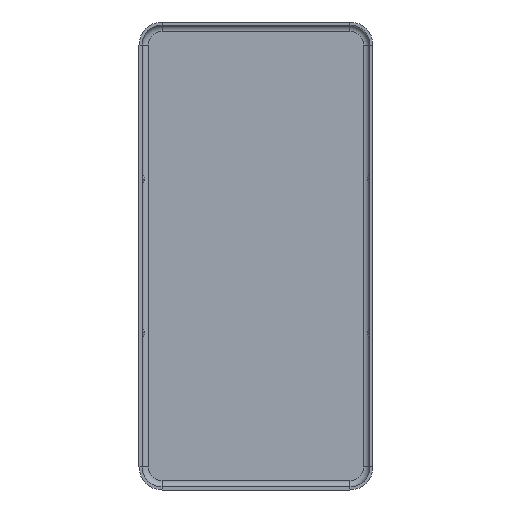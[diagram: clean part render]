
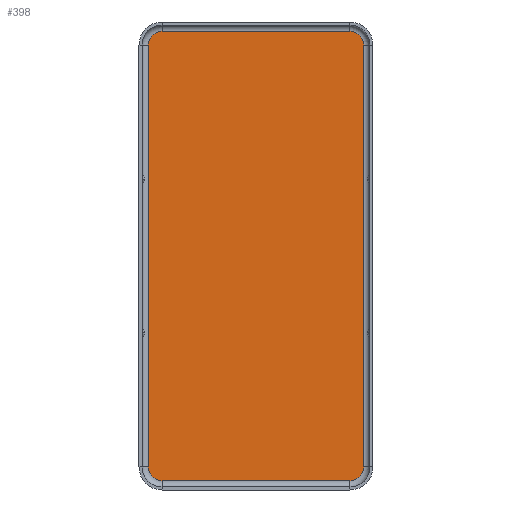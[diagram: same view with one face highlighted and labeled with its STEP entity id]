
A CAD part, front view. The second image highlights one B-rep face of the part: STEP entity #398.
In plain terms, the highlighted planar face has unit normal (0, -1, 0).
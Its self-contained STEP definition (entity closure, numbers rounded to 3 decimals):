
#8 = DIRECTION ( 'NONE',  ( 0., 0., -1. ) ) ;
#22 = ORIENTED_EDGE ( 'NONE', *, *, #1007, .F. ) ;
#24 = CARTESIAN_POINT ( 'NONE',  ( 6.1, 0., 13.7 ) ) ;
#53 = CARTESIAN_POINT ( 'NONE',  ( 6.1, 0., -13.7 ) ) ;
#99 = CARTESIAN_POINT ( 'NONE',  ( -7., 0., 13.7 ) ) ;
#264 = DIRECTION ( 'NONE',  ( -1., 0., 0. ) ) ;
#276 = AXIS2_PLACEMENT_3D ( 'NONE', #1374, #1258, #631 ) ;
#279 = VERTEX_POINT ( 'NONE', #1593 ) ;
#287 = VERTEX_POINT ( 'NONE', #995 ) ;
#314 = LINE ( 'NONE', #1192, #1188 ) ;
#398 = ADVANCED_FACE ( 'NONE', ( #1507 ), #407, .T. ) ;
#407 = PLANE ( 'NONE',  #1306 ) ;
#423 = VECTOR ( 'NONE', #264, 1000. ) ;
#430 = LINE ( 'NONE', #1418, #1302 ) ;
#450 = LINE ( 'NONE', #475, #668 ) ;
#475 = CARTESIAN_POINT ( 'NONE',  ( -7., 0., 0. ) ) ;
#484 = AXIS2_PLACEMENT_3D ( 'NONE', #53, #562, #1066 ) ;
#505 = CARTESIAN_POINT ( 'NONE',  ( 7., 0., 13.7 ) ) ;
#506 = CARTESIAN_POINT ( 'NONE',  ( -6.1, 0., 14.6 ) ) ;
#514 = EDGE_CURVE ( 'NONE', #1259, #868, #430, .T. ) ;
#519 = ORIENTED_EDGE ( 'NONE', *, *, #514, .F. ) ;
#530 = CARTESIAN_POINT ( 'NONE',  ( 7., 0., -13.7 ) ) ;
#550 = EDGE_CURVE ( 'NONE', #1094, #763, #1513, .T. ) ;
#553 = DIRECTION ( 'NONE',  ( -1., 0., 0. ) ) ;
#562 = DIRECTION ( 'NONE',  ( 0., 1., 0. ) ) ;
#631 = DIRECTION ( 'NONE',  ( 0., 0., 1. ) ) ;
#641 = CARTESIAN_POINT ( 'NONE',  ( 6.1, 0., -13.7 ) ) ;
#649 = EDGE_LOOP ( 'NONE', ( #1235, #22, #519, #1069, #943, #1419, #991, #672 ) ) ;
#668 = VECTOR ( 'NONE', #834, 1000. ) ;
#672 = ORIENTED_EDGE ( 'NONE', *, *, #754, .T. ) ;
#675 = VERTEX_POINT ( 'NONE', #1210 ) ;
#680 = DIRECTION ( 'NONE',  ( 0., 0., -1. ) ) ;
#723 = EDGE_CURVE ( 'NONE', #1259, #675, #985, .T. ) ;
#754 = EDGE_CURVE ( 'NONE', #279, #1143, #1016, .T. ) ;
#763 = VERTEX_POINT ( 'NONE', #506 ) ;
#828 = CIRCLE ( 'NONE', #484, 0.9 ) ;
#834 = DIRECTION ( 'NONE',  ( 0., 0., -1. ) ) ;
#852 = AXIS2_PLACEMENT_3D ( 'NONE', #24, #1131, #8 ) ;
#868 = VERTEX_POINT ( 'NONE', #530 ) ;
#881 = EDGE_CURVE ( 'NONE', #287, #1143, #314, .T. ) ;
#943 = ORIENTED_EDGE ( 'NONE', *, *, #1291, .T. ) ;
#985 = CIRCLE ( 'NONE', #852, 0.9 ) ;
#991 = ORIENTED_EDGE ( 'NONE', *, *, #1558, .T. ) ;
#995 = CARTESIAN_POINT ( 'NONE',  ( 6.1, 0., -14.6 ) ) ;
#999 = LINE ( 'NONE', #1257, #423 ) ;
#1007 = EDGE_CURVE ( 'NONE', #868, #287, #828, .T. ) ;
#1016 = CIRCLE ( 'NONE', #276, 0.9 ) ;
#1066 = DIRECTION ( 'NONE',  ( 0., 0., 1. ) ) ;
#1069 = ORIENTED_EDGE ( 'NONE', *, *, #723, .T. ) ;
#1075 = DIRECTION ( 'NONE',  ( 0., 0., -1. ) ) ;
#1094 = VERTEX_POINT ( 'NONE', #99 ) ;
#1131 = DIRECTION ( 'NONE',  ( 0., -1., 0. ) ) ;
#1143 = VERTEX_POINT ( 'NONE', #1344 ) ;
#1188 = VECTOR ( 'NONE', #553, 1000. ) ;
#1192 = CARTESIAN_POINT ( 'NONE',  ( 6.1, 0., -14.6 ) ) ;
#1210 = CARTESIAN_POINT ( 'NONE',  ( 6.1, 0., 14.6 ) ) ;
#1235 = ORIENTED_EDGE ( 'NONE', *, *, #881, .F. ) ;
#1257 = CARTESIAN_POINT ( 'NONE',  ( 6.1, 0., 14.6 ) ) ;
#1258 = DIRECTION ( 'NONE',  ( 0., -1., 0. ) ) ;
#1259 = VERTEX_POINT ( 'NONE', #505 ) ;
#1260 = DIRECTION ( 'NONE',  ( 0., -1., 0. ) ) ;
#1291 = EDGE_CURVE ( 'NONE', #675, #763, #999, .T. ) ;
#1300 = CARTESIAN_POINT ( 'NONE',  ( -6.1, 0., 13.7 ) ) ;
#1302 = VECTOR ( 'NONE', #1075, 1000. ) ;
#1306 = AXIS2_PLACEMENT_3D ( 'NONE', #641, #1260, #1515 ) ;
#1344 = CARTESIAN_POINT ( 'NONE',  ( -6.1, 0., -14.6 ) ) ;
#1374 = CARTESIAN_POINT ( 'NONE',  ( -6.1, 0., -13.7 ) ) ;
#1385 = AXIS2_PLACEMENT_3D ( 'NONE', #1300, #1447, #680 ) ;
#1418 = CARTESIAN_POINT ( 'NONE',  ( 7., 0., 0. ) ) ;
#1419 = ORIENTED_EDGE ( 'NONE', *, *, #550, .F. ) ;
#1447 = DIRECTION ( 'NONE',  ( 0., 1., 0. ) ) ;
#1507 = FACE_OUTER_BOUND ( 'NONE', #649, .T. ) ;
#1513 = CIRCLE ( 'NONE', #1385, 0.9 ) ;
#1515 = DIRECTION ( 'NONE',  ( 0., 0., -1. ) ) ;
#1558 = EDGE_CURVE ( 'NONE', #1094, #279, #450, .T. ) ;
#1593 = CARTESIAN_POINT ( 'NONE',  ( -7., 0., -13.7 ) ) ;
